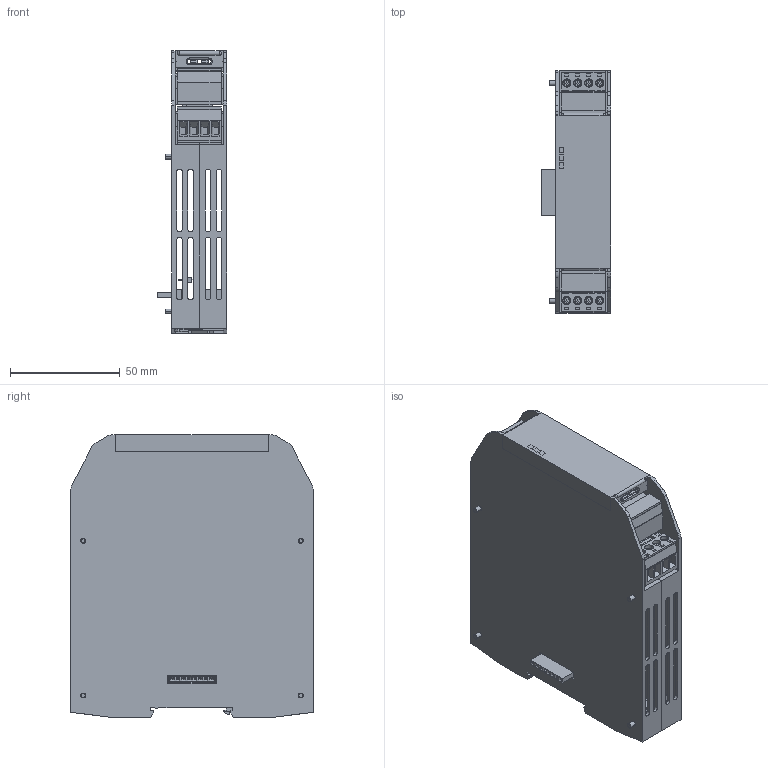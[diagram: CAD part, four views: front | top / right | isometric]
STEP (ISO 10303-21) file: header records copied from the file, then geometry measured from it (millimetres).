
FILE_DESCRIPTION((''),'2;1');
FILE_NAME('174027_ASM','2013-11-20T',('pdmadmin'),(''),'PRO/ENGINEER BY PARAMETRIC TECHNOLOGY CORPORATION, 2013230','PRO/ENGINEER BY PARAMETRIC TECHNOLOGY CORPORATION, 2013230','');
FILE_SCHEMA(('CONFIG_CONTROL_DESIGN'));
Products named in the file (32): 164387; 164388_AF0; 168072_AF0_ASM; 162740; CONS8SKT_PART_1; CONS8SKT_PART_3; CONS8SKT_PART_2; CONS8SKT_ASM; MICROEDGE20_1; SMDLD2; APLUS_HEADER_BODY; APLUS_HEADER_PIN_1; APLUS_HEADER_PIN_2; APLUS_HEADER_PIN_3; APLUS_HEADER_PIN_4; TB4RAL_ASM; APLUS_HEADER_PIN_5; TB4RAR_ASM; CONASP167998_PART_1; CONASP167998_PIN; CONASP167998_PART_2; CONASP167998_ASM; 162740_SIMPLIFIED_AF2_ASM; 164403; 164396; 164391; 164396_ASM; 166233_ASM; 30393; 162812_AF0; 162812_AF1; 174027_ASM
Assembly tree (54 placements, depth 4):
  174027_ASM
    168072_AF0_ASM
      164387
      164388_AF0
    162740_SIMPLIFIED_AF2_ASM
      162740
      CONS8SKT_ASM
        CONS8SKT_PART_1
        CONS8SKT_PART_3  x8
        CONS8SKT_PART_2
      MICROEDGE20_1  x2
      SMDLD2  x3
      TB4RAL_ASM
        APLUS_HEADER_BODY
        APLUS_HEADER_PIN_1
        APLUS_HEADER_PIN_2
        APLUS_HEADER_PIN_3
        APLUS_HEADER_PIN_4
      TB4RAR_ASM
        APLUS_HEADER_BODY
        APLUS_HEADER_PIN_1
        APLUS_HEADER_PIN_2
        APLUS_HEADER_PIN_3
        APLUS_HEADER_PIN_5
      CONASP167998_ASM
        CONASP167998_PART_1  x2
        CONASP167998_PIN  x8
        CONASP167998_PART_2
    164403  x2
    166233_ASM
      164396_ASM
        164396
        164391
    30393
    162812_AF0
    162812_AF1
Bounding box: 31.65 x 110.16 x 128.35 mm (x, y, z)
Volume: 88883.3 mm3; surface area: 127196.8 mm2
Topology: 64 solids, 80 shells, 4997 faces, 13607 edges, 8826 vertices
Faces by surface type: plane 4156, cylinder 605, cone 164, torus 36, bspline 32, sphere 4
Entity records: 119802 total; most frequent: CARTESIAN_POINT 23826, ORIENTED_EDGE 20252, DIRECTION 18907, EDGE_CURVE 10158, VECTOR 8661, LINE 8661, VERTEX_POINT 6589, AXIS2_PLACEMENT_3D 5123
